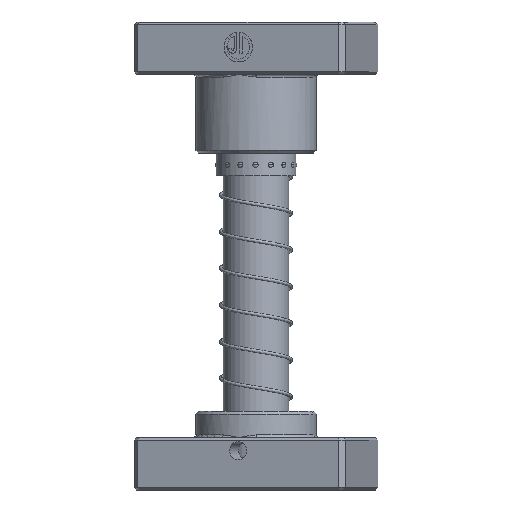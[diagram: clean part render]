
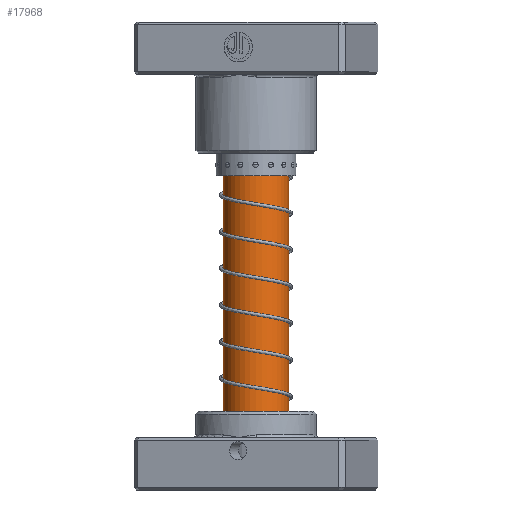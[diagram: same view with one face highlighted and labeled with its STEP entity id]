
A CAD part, front view. The second image highlights one B-rep face of the part: STEP entity #17968.
In plain terms, the highlighted cylindrical face has radius 12.5 mm (diameter 25 mm), a partial arc.
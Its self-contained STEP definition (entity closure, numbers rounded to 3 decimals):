
#1555 = LINE ( 'NONE', #18537, #35022 ) ;
#3169 = CARTESIAN_POINT ( 'NONE',  ( 0., 0., 19.25 ) ) ;
#3959 = DIRECTION ( 'NONE',  ( -1., 0., 0. ) ) ;
#5141 = CARTESIAN_POINT ( 'NONE',  ( -12.5, 0., 147.5 ) ) ;
#5739 = CIRCLE ( 'NONE', #26137, 12.5 ) ;
#6467 = DIRECTION ( 'NONE',  ( -1., 0., 0. ) ) ;
#7933 = DIRECTION ( 'NONE',  ( 0., 0., -1. ) ) ;
#11118 = ORIENTED_EDGE ( 'NONE', *, *, #32755, .F. ) ;
#11628 = EDGE_CURVE ( 'NONE', #31288, #21898, #41965, .T. ) ;
#14158 = FACE_OUTER_BOUND ( 'NONE', #37952, .T. ) ;
#14586 = DIRECTION ( 'NONE',  ( 0., 0., -1. ) ) ;
#14914 = CARTESIAN_POINT ( 'NONE',  ( 12.5, 0., 147.5 ) ) ;
#16638 = DIRECTION ( 'NONE',  ( 0., 0., -1. ) ) ;
#17169 = VECTOR ( 'NONE', #14586, 1000. ) ;
#17968 = ADVANCED_FACE ( 'NONE', ( #14158 ), #21747, .T. ) ;
#18537 = CARTESIAN_POINT ( 'NONE',  ( -12.5, 0., 150. ) ) ;
#20921 = EDGE_CURVE ( 'NONE', #31288, #32493, #5739, .T. ) ;
#21394 = CARTESIAN_POINT ( 'NONE',  ( 12.5, 0., 150. ) ) ;
#21747 = CYLINDRICAL_SURFACE ( 'NONE', #39188, 12.5 ) ;
#21898 = VERTEX_POINT ( 'NONE', #28602 ) ;
#24854 = CIRCLE ( 'NONE', #33676, 12.5 ) ;
#25664 = ORIENTED_EDGE ( 'NONE', *, *, #11628, .F. ) ;
#25887 = DIRECTION ( 'NONE',  ( 0., 0., -1. ) ) ;
#26137 = AXIS2_PLACEMENT_3D ( 'NONE', #27345, #7933, #30604 ) ;
#26661 = CARTESIAN_POINT ( 'NONE',  ( 0., 0., 150. ) ) ;
#27345 = CARTESIAN_POINT ( 'NONE',  ( 0., 0., 147.5 ) ) ;
#28602 = CARTESIAN_POINT ( 'NONE',  ( 12.5, 0., 19.25 ) ) ;
#30037 = ORIENTED_EDGE ( 'NONE', *, *, #34167, .T. ) ;
#30604 = DIRECTION ( 'NONE',  ( 1., 0., 0. ) ) ;
#31288 = VERTEX_POINT ( 'NONE', #14914 ) ;
#32493 = VERTEX_POINT ( 'NONE', #5141 ) ;
#32755 = EDGE_CURVE ( 'NONE', #21898, #33030, #24854, .T. ) ;
#33030 = VERTEX_POINT ( 'NONE', #34191 ) ;
#33501 = ORIENTED_EDGE ( 'NONE', *, *, #20921, .T. ) ;
#33676 = AXIS2_PLACEMENT_3D ( 'NONE', #3169, #25887, #6467 ) ;
#34167 = EDGE_CURVE ( 'NONE', #32493, #33030, #1555, .T. ) ;
#34191 = CARTESIAN_POINT ( 'NONE',  ( -12.5, 0., 19.25 ) ) ;
#35022 = VECTOR ( 'NONE', #40903, 1000. ) ;
#37952 = EDGE_LOOP ( 'NONE', ( #25664, #33501, #30037, #11118 ) ) ;
#39188 = AXIS2_PLACEMENT_3D ( 'NONE', #26661, #16638, #3959 ) ;
#40903 = DIRECTION ( 'NONE',  ( 0., 0., -1. ) ) ;
#41965 = LINE ( 'NONE', #21394, #17169 ) ;
